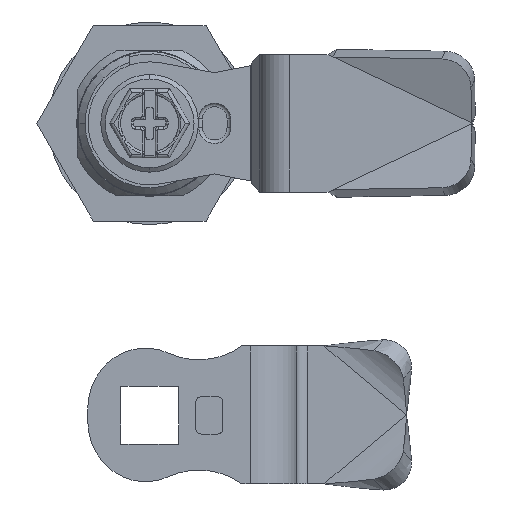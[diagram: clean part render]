
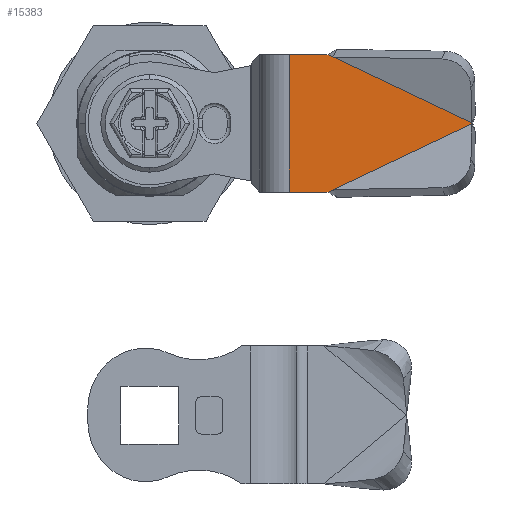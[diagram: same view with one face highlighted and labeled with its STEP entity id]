
A CAD part, front view. The second image highlights one B-rep face of the part: STEP entity #15383.
In plain terms, the highlighted planar face has unit normal (0, -1, 0).
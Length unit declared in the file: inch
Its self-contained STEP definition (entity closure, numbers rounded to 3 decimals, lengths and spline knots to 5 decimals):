
#543 = CARTESIAN_POINT ( 'NONE',  ( 0.99872, -1.25874, -0.36058 ) ) ;
#632 = CARTESIAN_POINT ( 'NONE',  ( 0.99872, -1.25874, 0.36058 ) ) ;
#830 = EDGE_CURVE ( 'NONE', #2374, #15757, #10023, .T. ) ;
#912 = DIRECTION ( 'NONE',  ( -0.903, 0., -0.429 ) ) ;
#1640 = ORIENTED_EDGE ( 'NONE', *, *, #5851, .T. ) ;
#2232 = PLANE ( 'NONE',  #8599 ) ;
#2374 = VERTEX_POINT ( 'NONE', #9868 ) ;
#2450 = CARTESIAN_POINT ( 'NONE',  ( 1.75146, -1.25874, 0.00303 ) ) ;
#2528 = VECTOR ( 'NONE', #10664, 39.37008 ) ;
#2987 = VECTOR ( 'NONE', #4509, 39.37008 ) ;
#3167 = LINE ( 'NONE', #632, #11093 ) ;
#3312 = CARTESIAN_POINT ( 'NONE',  ( 1.75146, -1.25874, -0.00303 ) ) ;
#3570 = LINE ( 'NONE', #11136, #13479 ) ;
#3660 = CARTESIAN_POINT ( 'NONE',  ( 1.75146, -1.25874, 0.00303 ) ) ;
#3707 = LINE ( 'NONE', #16562, #9583 ) ;
#3887 = CARTESIAN_POINT ( 'NONE',  ( 0.75915, -1.25874, -0.37402 ) ) ;
#4367 = CARTESIAN_POINT ( 'NONE',  ( 0.75915, -1.25874, 0.37402 ) ) ;
#4402 = CARTESIAN_POINT ( 'NONE',  ( 1.75784, -1.25874, 0. ) ) ;
#4421 = EDGE_CURVE ( 'NONE', #5098, #16317, #14488, .T. ) ;
#4509 = DIRECTION ( 'NONE',  ( 0., 0., -1. ) ) ;
#4524 = FACE_OUTER_BOUND ( 'NONE', #7036, .T. ) ;
#4878 = ORIENTED_EDGE ( 'NONE', *, *, #5981, .F. ) ;
#4926 = CARTESIAN_POINT ( 'NONE',  ( 1.75572, -1.25874, 0.00101 ) ) ;
#5089 = VERTEX_POINT ( 'NONE', #9029 ) ;
#5098 = VERTEX_POINT ( 'NONE', #2450 ) ;
#5208 = VERTEX_POINT ( 'NONE', #3887 ) ;
#5427 = ORIENTED_EDGE ( 'NONE', *, *, #10986, .F. ) ;
#5693 = VECTOR ( 'NONE', #9528, 39.37008 ) ;
#5708 = DIRECTION ( 'NONE',  ( 0.903, 0., -0.429 ) ) ;
#5851 = EDGE_CURVE ( 'NONE', #10567, #5208, #16008, .T. ) ;
#5981 = EDGE_CURVE ( 'NONE', #15299, #5089, #3570, .T. ) ;
#6311 = EDGE_CURVE ( 'NONE', #16317, #15817, #15904, .T. ) ;
#7036 = EDGE_LOOP ( 'NONE', ( #5427, #7313, #15019, #14562, #11690, #10692, #4878, #11146, #1640 ) ) ;
#7299 = CARTESIAN_POINT ( 'NONE',  ( -0.20291, -1.25874, 0. ) ) ;
#7313 = ORIENTED_EDGE ( 'NONE', *, *, #830, .F. ) ;
#7397 = EDGE_CURVE ( 'NONE', #2374, #15817, #16118, .T. ) ;
#7422 = CARTESIAN_POINT ( 'NONE',  ( 0.99872, -1.25874, -0.36058 ) ) ;
#8485 = DIRECTION ( 'NONE',  ( 0., -1., 0. ) ) ;
#8553 = CARTESIAN_POINT ( 'NONE',  ( 1.75784, -1.25874, 0. ) ) ;
#8599 = AXIS2_PLACEMENT_3D ( 'NONE', #7299, #8485, #12502 ) ;
#9029 = CARTESIAN_POINT ( 'NONE',  ( 0.99872, -1.25874, 0.36058 ) ) ;
#9528 = DIRECTION ( 'NONE',  ( -0.903, 0., -0.429 ) ) ;
#9583 = VECTOR ( 'NONE', #13882, 39.37008 ) ;
#9701 = EDGE_CURVE ( 'NONE', #10567, #15299, #12086, .T. ) ;
#9800 = CARTESIAN_POINT ( 'NONE',  ( 0.75915, -1.25874, 0.37402 ) ) ;
#9823 = DIRECTION ( 'NONE',  ( 1., 0., 0. ) ) ;
#9868 = CARTESIAN_POINT ( 'NONE',  ( 0.99872, -1.25874, -0.36058 ) ) ;
#10023 = LINE ( 'NONE', #7422, #16074 ) ;
#10567 = VERTEX_POINT ( 'NONE', #15010 ) ;
#10664 = DIRECTION ( 'NONE',  ( 0.903, 0., 0.429 ) ) ;
#10692 = ORIENTED_EDGE ( 'NONE', *, *, #11444, .F. ) ;
#10986 = EDGE_CURVE ( 'NONE', #15757, #5208, #3707, .T. ) ;
#11093 = VECTOR ( 'NONE', #5708, 39.37008 ) ;
#11136 = CARTESIAN_POINT ( 'NONE',  ( 0.97044, -1.25874, 0.37402 ) ) ;
#11146 = ORIENTED_EDGE ( 'NONE', *, *, #9701, .F. ) ;
#11444 = EDGE_CURVE ( 'NONE', #5089, #5098, #3167, .T. ) ;
#11690 = ORIENTED_EDGE ( 'NONE', *, *, #4421, .F. ) ;
#12086 = LINE ( 'NONE', #4367, #14661 ) ;
#12331 = CARTESIAN_POINT ( 'NONE',  ( 0.97044, -1.25874, 0.37402 ) ) ;
#12502 = DIRECTION ( 'NONE',  ( -1., 0., 0. ) ) ;
#12568 = CARTESIAN_POINT ( 'NONE',  ( 1.75359, -1.25874, 0.00202 ) ) ;
#13479 = VECTOR ( 'NONE', #15256, 39.37008 ) ;
#13882 = DIRECTION ( 'NONE',  ( -1., 0., 0. ) ) ;
#14080 = CARTESIAN_POINT ( 'NONE',  ( 1.75784, -1.25874, 0. ) ) ;
#14488 = B_SPLINE_CURVE_WITH_KNOTS ( 'NONE', 3,
 ( #3660, #12568, #4926, #8553 ),
 .UNSPECIFIED., .F., .F.,
 ( 4, 4 ),
 ( 0., 1. ),
 .UNSPECIFIED. ) ;
#14562 = ORIENTED_EDGE ( 'NONE', *, *, #6311, .F. ) ;
#14661 = VECTOR ( 'NONE', #9823, 39.37008 ) ;
#14757 = CARTESIAN_POINT ( 'NONE',  ( 0.97044, -1.25874, -0.37402 ) ) ;
#15010 = CARTESIAN_POINT ( 'NONE',  ( 0.75915, -1.25874, 0.37402 ) ) ;
#15019 = ORIENTED_EDGE ( 'NONE', *, *, #7397, .T. ) ;
#15256 = DIRECTION ( 'NONE',  ( 0.903, 0., -0.429 ) ) ;
#15299 = VERTEX_POINT ( 'NONE', #12331 ) ;
#15383 = ADVANCED_FACE ( 'NONE', ( #4524 ), #2232, .T. ) ;
#15757 = VERTEX_POINT ( 'NONE', #14757 ) ;
#15817 = VERTEX_POINT ( 'NONE', #3312 ) ;
#15904 = LINE ( 'NONE', #4402, #5693 ) ;
#16008 = LINE ( 'NONE', #9800, #2987 ) ;
#16074 = VECTOR ( 'NONE', #912, 39.37008 ) ;
#16118 = LINE ( 'NONE', #543, #2528 ) ;
#16317 = VERTEX_POINT ( 'NONE', #14080 ) ;
#16562 = CARTESIAN_POINT ( 'NONE',  ( 0.97044, -1.25874, -0.37402 ) ) ;
